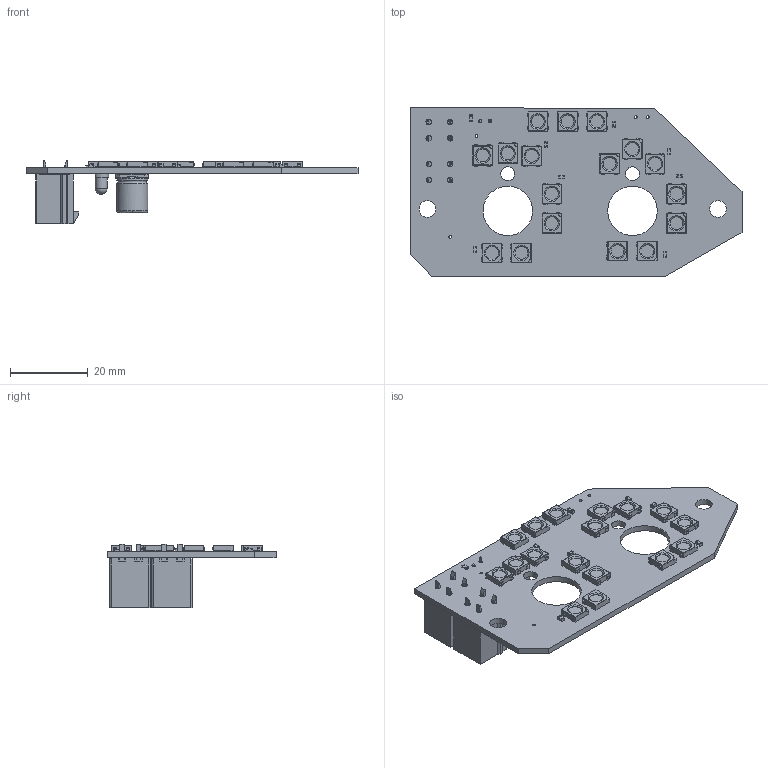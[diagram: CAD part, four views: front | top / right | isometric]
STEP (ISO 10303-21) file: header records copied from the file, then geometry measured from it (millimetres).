
FILE_DESCRIPTION(('KiCad electronic assembly'),'2;1');
FILE_NAME('ANT SEL PANEL.step','2023-05-01T04:31:29',('Pcbnew'),('Kicad' ),'Open CASCADE STEP processor 7.6','KiCad to STEP converter', 'Unknown');
FILE_SCHEMA(('AUTOMOTIVE_DESIGN { 1 0 10303 214 1 1 1 1 }'));
Length unit declared in the file: millimetre
Products named in the file (14): ANT SEL PANEL 1; LED_WS2812B_PLCC4_5.0x5.0mm_P3.2mm; SOLID; R_0603_1608Metric; C_0603_1608Metric; CP_Elec_8x10; LED_D3.0mm_GREEN; Molex_Mini-Fit_Jr_5566-04A_2x02_P4.20mm_Vertical; ANT SEL PANEL PCB
Assembly tree (36 placements, depth 3):
  ANT SEL PANEL 1
    LED_WS2812B_PLCC4_5.0x5.0mm_P3.2mm  x17
      SOLID
    R_0603_1608Metric
      SOLID
    C_0603_1608Metric  x7
      SOLID
    CP_Elec_8x10
      SOLID
    LED_D3.0mm_GREEN
      SOLID
    Molex_Mini-Fit_Jr_5566-04A_2x02_P4.20mm_Vertical  x2
      SOLID
    ANT SEL PANEL PCB
Bounding box: 85.21 x 43.23 x 16.3 mm (x, y, z)
Volume: 7340.5 mm3; surface area: 11512.9 mm2
Topology: 30 solids, 30 shells, 1722 faces, 4895 edges, 3222 vertices
Faces by surface type: plane 1197, cylinder 500, cone 17, torus 4, bspline 2, revolution 1, sphere 1
Full cylindrical faces by diameter (mm): 0.7 x4, 0.9 x2, 1.4 x8, 3 x1, 3.333 x17, 3.572 x2, 4.3 x2, 8 x2, 12.7 x2
Entity records: 24882 total; most frequent: CARTESIAN_POINT 4887, DIRECTION 3499, LINE 2390, VECTOR 2390, ORIENTED_EDGE 1810, PCURVE 1810, DEFINITIONAL_REPRESENTATION 1810, EDGE_CURVE 905
